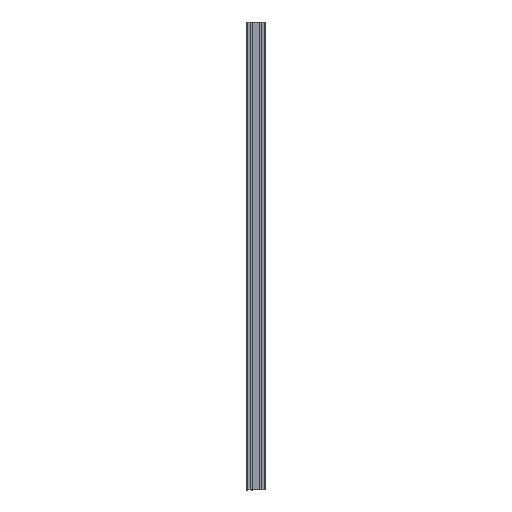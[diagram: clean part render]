
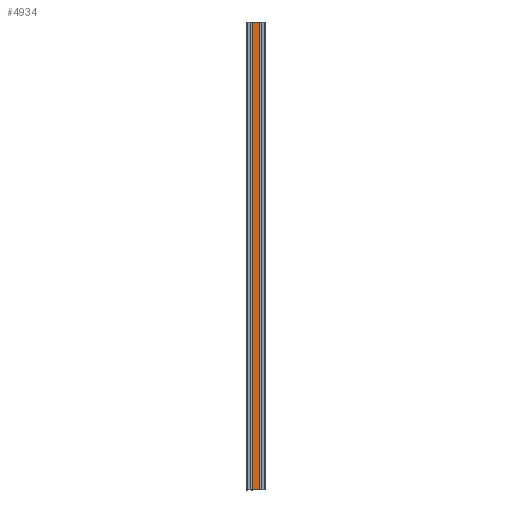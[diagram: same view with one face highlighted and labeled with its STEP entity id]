
A CAD part, front view. The second image highlights one B-rep face of the part: STEP entity #4934.
In plain terms, the highlighted planar face has unit normal (0, -1, 0).
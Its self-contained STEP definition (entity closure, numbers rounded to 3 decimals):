
#2588=ORIENTED_EDGE('',*,*,#3593,.T.);
#2589=ORIENTED_EDGE('',*,*,#3594,.F.);
#2590=ORIENTED_EDGE('',*,*,#3590,.F.);
#2591=ORIENTED_EDGE('',*,*,#3595,.T.);
#2988=VECTOR('',#4116,1.);
#2991=VECTOR('',#4121,1.);
#2992=VECTOR('',#4122,1.);
#2993=VECTOR('',#4123,1.);
#3208=LINE('',#4576,#2988);
#3211=LINE('',#4582,#2991);
#3212=LINE('',#4583,#2992);
#3213=LINE('',#4584,#2993);
#3380=VERTEX_POINT('',#4574);
#3381=VERTEX_POINT('',#4575);
#3382=VERTEX_POINT('',#4580);
#3383=VERTEX_POINT('',#4581);
#3590=EDGE_CURVE('',#3380,#3381,#3208,.T.);
#3593=EDGE_CURVE('',#3382,#3383,#3211,.T.);
#3594=EDGE_CURVE('',#3381,#3383,#3212,.T.);
#3595=EDGE_CURVE('',#3380,#3382,#3213,.T.);
#3712=EDGE_LOOP('',(#2588,#2589,#2590,#2591));
#3800=FACE_BOUND('',#3712,.T.);
#4116=DIRECTION('',(-1000.,0.,0.));
#4119=DIRECTION('',(0.,-1.,0.));
#4120=DIRECTION('',(-1.,0.,0.));
#4121=DIRECTION('',(-1000.,0.,0.));
#4122=DIRECTION('',(0.,0.,15.));
#4123=DIRECTION('',(0.,0.,15.));
#4574=CARTESIAN_POINT('',(1000.,-10.,-7.5));
#4575=CARTESIAN_POINT('',(0.,-10.,-7.5));
#4576=CARTESIAN_POINT('',(1000.,-10.,-7.5));
#4579=CARTESIAN_POINT('',(1000.,-10.,7.5));
#4580=CARTESIAN_POINT('',(1000.,-10.,7.5));
#4581=CARTESIAN_POINT('',(0.,-10.,7.5));
#4582=CARTESIAN_POINT('',(1000.,-10.,7.5));
#4583=CARTESIAN_POINT('',(0.,-10.,-7.5));
#4584=CARTESIAN_POINT('',(1000.,-10.,-7.5));
#4772=AXIS2_PLACEMENT_3D('',#4579,#4119,#4120);
#4857=PLANE('',#4772);
#4934=ADVANCED_FACE('',(#3800),#4857,.T.);
